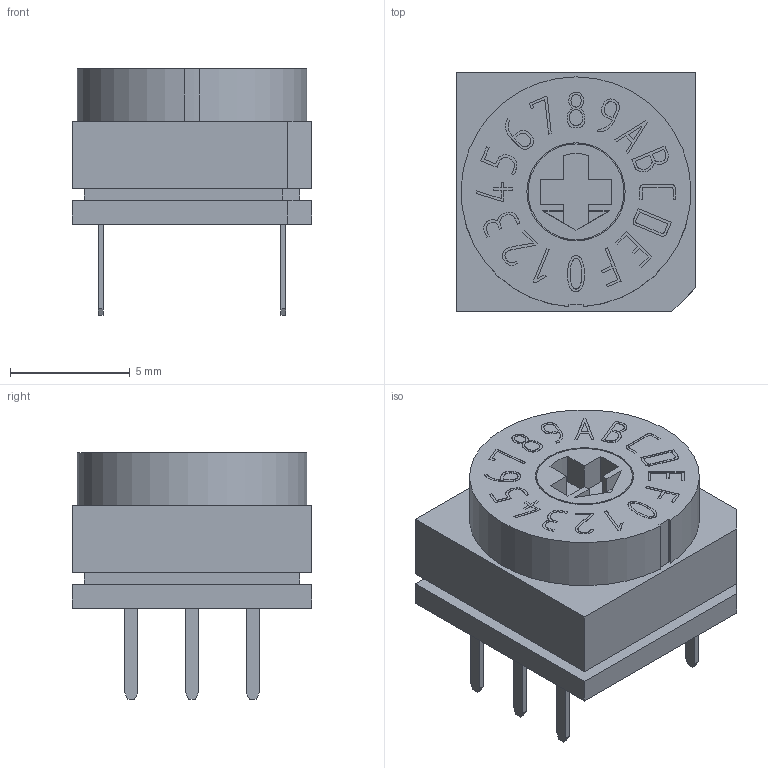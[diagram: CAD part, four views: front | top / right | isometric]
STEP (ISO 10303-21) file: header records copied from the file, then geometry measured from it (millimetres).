
FILE_DESCRIPTION( ( 'Unknown' ), '1' );
FILE_NAME( '42852752091x_16_Pos.stp', 'Unknown', ( 'Unknown' ), ( 'Unknown' ), 'XStep 1.0', 'Unknown', ' ' );
FILE_SCHEMA( ( 'automotive_design' ) );
Length unit declared in the file: millimetre
Products named in the file (1): 1
Bounding box: 10 x 10 x 10.3 mm (x, y, z)
Volume: 571.5 mm3; surface area: 578 mm2
Topology: 1 solids, 1 shells, 242 faces, 609 edges, 406 vertices
Faces by surface type: plane 195, extrusion 42, cylinder 5
Full cylindrical faces by diameter (mm): 4 x1, 4.1 x1
Entity records: 10284 total; most frequent: CARTESIAN_POINT 3027, ORIENTED_EDGE 1206, DIRECTION 799, EDGE_CURVE 603, VERTEX_POINT 406, VECTOR 377, LINE 335, B_SPLINE_CURVE_WITH_KNOTS 300
